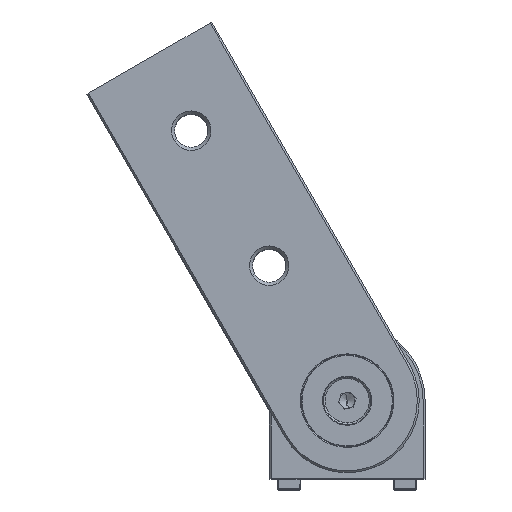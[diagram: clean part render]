
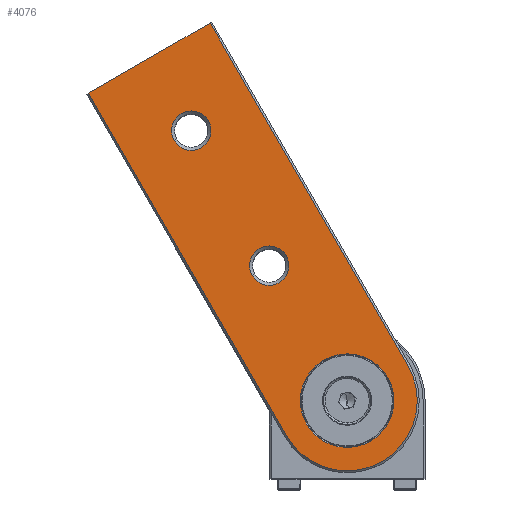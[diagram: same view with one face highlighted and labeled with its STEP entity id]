
A CAD part, top view. The second image highlights one B-rep face of the part: STEP entity #4076.
In plain terms, the highlighted planar face has unit normal (0, 0, 1).
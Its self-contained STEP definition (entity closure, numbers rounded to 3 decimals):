
#4076=ADVANCED_FACE('NONE',(#8558,#8559,#8560,#8561),#8562,.T.);
#8558=FACE_OUTER_BOUND('',#15512,.T.);
#8559=FACE_BOUND('',#15513,.T.);
#8560=FACE_BOUND('',#15514,.T.);
#8561=FACE_BOUND('',#15515,.T.);
#8562=PLANE('',#15516);
#15512=EDGE_LOOP('',(#27392,#27393,#27394,#27395));
#15513=EDGE_LOOP('',(#27396,#27397));
#15514=EDGE_LOOP('',(#27398,#27399));
#15515=EDGE_LOOP('',(#27400,#27401));
#15516=AXIS2_PLACEMENT_3D('',#27402,#27403,#27404);
#27392=ORIENTED_EDGE('',*,*,#34673,.T.);
#27393=ORIENTED_EDGE('',*,*,#34674,.T.);
#27394=ORIENTED_EDGE('',*,*,#34675,.T.);
#27395=ORIENTED_EDGE('',*,*,#34676,.T.);
#27396=ORIENTED_EDGE('',*,*,#34638,.T.);
#27397=ORIENTED_EDGE('',*,*,#34677,.T.);
#27398=ORIENTED_EDGE('',*,*,#34628,.T.);
#27399=ORIENTED_EDGE('',*,*,#34678,.T.);
#27400=ORIENTED_EDGE('',*,*,#34679,.F.);
#27401=ORIENTED_EDGE('',*,*,#34662,.F.);
#27402=CARTESIAN_POINT('',(0.,20.,11.653));
#27403=DIRECTION('',(0.,0.,1.0));
#27404=DIRECTION('',(-0.866,-0.5,0.));
#34628=EDGE_CURVE('NONE',#41246,#41244,#41247,.T.);
#34638=EDGE_CURVE('NONE',#41264,#41262,#41265,.T.);
#34662=EDGE_CURVE('NONE',#41298,#41300,#41301,.T.);
#34673=EDGE_CURVE('NONE',#41316,#41317,#41318,.T.);
#34674=EDGE_CURVE('NONE',#41317,#41319,#41320,.T.);
#34675=EDGE_CURVE('NONE',#41319,#41321,#41322,.T.);
#34676=EDGE_CURVE('NONE',#41321,#41316,#41323,.T.);
#34677=EDGE_CURVE('NONE',#41262,#41264,#41324,.T.);
#34678=EDGE_CURVE('NONE',#41244,#41246,#41325,.T.);
#34679=EDGE_CURVE('NONE',#41300,#41298,#41326,.T.);
#41244=VERTEX_POINT('NONE',#53148);
#41246=VERTEX_POINT('NONE',#53151);
#41247=CIRCLE('',#53152,5.05);
#41262=VERTEX_POINT('NONE',#53170);
#41264=VERTEX_POINT('NONE',#53173);
#41265=CIRCLE('',#53174,5.05);
#41298=VERTEX_POINT('NONE',#53218);
#41300=VERTEX_POINT('NONE',#53221);
#41301=CIRCLE('',#53222,12.0);
#41316=VERTEX_POINT('NONE',#53241);
#41317=VERTEX_POINT('NONE',#53242);
#41318=CIRCLE('',#53243,18.0);
#41319=VERTEX_POINT('NONE',#53244);
#41320=LINE('',#53245,#53246);
#41321=VERTEX_POINT('NONE',#53247);
#41322=LINE('',#53248,#53249);
#41323=LINE('',#53250,#53251);
#41324=CIRCLE('',#53252,5.05);
#41325=CIRCLE('',#53253,5.05);
#41326=CIRCLE('',#53254,12.0);
#53148=CARTESIAN_POINT('',(-15.627,57.166,11.653));
#53151=CARTESIAN_POINT('',(-24.373,52.116,11.653));
#53152=AXIS2_PLACEMENT_3D('',#60678,#60679,#60680);
#53170=CARTESIAN_POINT('',(-35.627,91.807,11.653));
#53173=CARTESIAN_POINT('',(-44.373,86.757,11.653));
#53174=AXIS2_PLACEMENT_3D('',#60694,#60695,#60696);
#53218=CARTESIAN_POINT('',(10.392,26.,11.653));
#53221=CARTESIAN_POINT('',(-10.392,14.0,11.653));
#53222=AXIS2_PLACEMENT_3D('',#60724,#60725,#60726);
#53241=CARTESIAN_POINT('',(-15.588,11.0,11.653));
#53242=CARTESIAN_POINT('',(15.588,29.,11.653));
#53243=AXIS2_PLACEMENT_3D('',#60743,#60744,#60745);
#53244=CARTESIAN_POINT('',(-35.162,116.902,11.653));
#53245=CARTESIAN_POINT('',(15.588,29.,11.653));
#53246=VECTOR('',#60746,1000.0);
#53247=CARTESIAN_POINT('',(-66.338,98.902,11.653));
#53248=CARTESIAN_POINT('',(-34.729,117.152,11.653));
#53249=VECTOR('',#60747,1000.0);
#53250=CARTESIAN_POINT('',(-15.588,11.0,11.653));
#53251=VECTOR('',#60748,1000.0);
#53252=AXIS2_PLACEMENT_3D('',#60749,#60750,#60751);
#53253=AXIS2_PLACEMENT_3D('',#60752,#60753,#60754);
#53254=AXIS2_PLACEMENT_3D('',#60755,#60756,#60757);
#60678=CARTESIAN_POINT('',(-20.,54.641,11.653));
#60679=DIRECTION('',(0.,0.,-1.0));
#60680=DIRECTION('',(-0.866,-0.5,0.));
#60694=CARTESIAN_POINT('',(-40.,89.282,11.653));
#60695=DIRECTION('',(0.,0.,-1.0));
#60696=DIRECTION('',(-0.866,-0.5,0.));
#60724=CARTESIAN_POINT('',(0.,20.,11.653));
#60725=DIRECTION('',(0.,0.,1.0));
#60726=DIRECTION('',(-0.866,-0.5,0.));
#60743=CARTESIAN_POINT('',(0.,20.,11.653));
#60744=DIRECTION('',(0.,0.,1.0));
#60745=DIRECTION('',(-0.866,-0.5,0.));
#60746=DIRECTION('',(-0.5,0.866,0.));
#60747=DIRECTION('',(-0.866,-0.5,0.));
#60748=DIRECTION('',(0.5,-0.866,0.));
#60749=CARTESIAN_POINT('',(-40.,89.282,11.653));
#60750=DIRECTION('',(0.,0.,-1.0));
#60751=DIRECTION('',(-0.866,-0.5,0.));
#60752=CARTESIAN_POINT('',(-20.,54.641,11.653));
#60753=DIRECTION('',(0.,0.,-1.0));
#60754=DIRECTION('',(-0.866,-0.5,0.));
#60755=CARTESIAN_POINT('',(0.,20.,11.653));
#60756=DIRECTION('',(0.,0.,1.0));
#60757=DIRECTION('',(-0.866,-0.5,0.));
